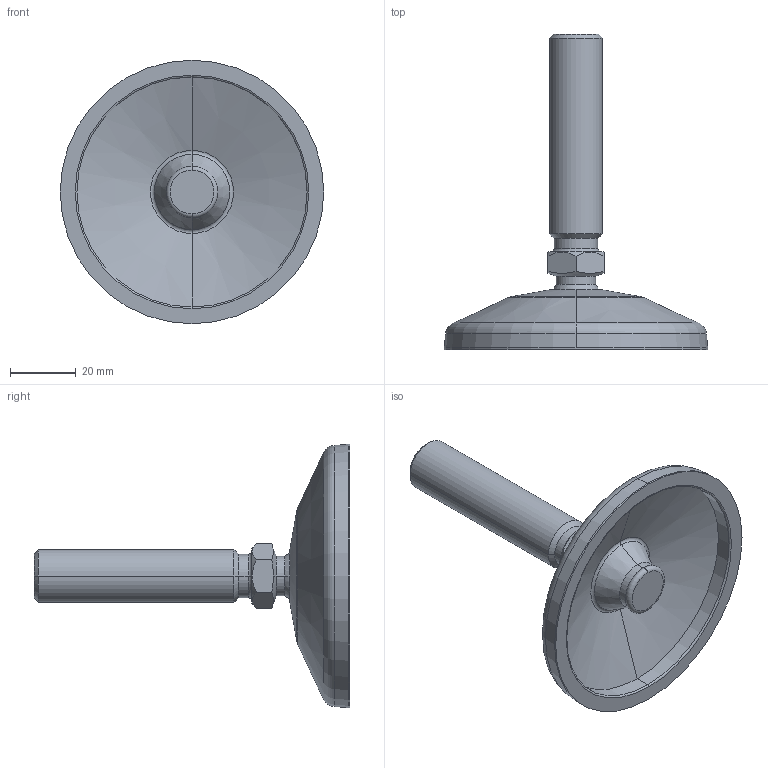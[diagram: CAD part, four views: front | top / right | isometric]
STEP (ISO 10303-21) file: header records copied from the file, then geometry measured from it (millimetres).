
FILE_DESCRIPTION (( 'STEP AP214' ), '1' );
FILE_NAME ('9d080k16066m.STEP', '2012-02-21T10:42:15', ( 'de01pc046' ), ( 'Fath GmbH' ), 'SwSTEP 2.0', 'SolidWorks 2011', '' );
FILE_SCHEMA (( 'AUTOMOTIVE_DESIGN' ));
Length unit declared in the file: millimetre
Products named in the file (3): 098dm16040e-Tab_098 dm 16 066; 098d080k_098 d 080 k; 9d080k16066m
Assembly tree (2 placements, depth 2):
  9d080k16066m
    098dm16040e-Tab_098 dm 16 066
    098d080k_098 d 080 k
Bounding box: 79.99 x 95.79 x 79.99 mm (x, y, z)
Volume: 47029.9 mm3; surface area: 18716.1 mm2
Topology: 2 solids, 2 shells, 62 faces, 137 edges, 77 vertices
Faces by surface type: cone 22, cylinder 14, torus 12, plane 10, sphere 4
Entity records: 1870 total; most frequent: CARTESIAN_POINT 399, DIRECTION 320, ORIENTED_EDGE 260, AXIS2_PLACEMENT_3D 139, EDGE_CURVE 130, VERTEX_POINT 74, CIRCLE 72, EDGE_LOOP 64
